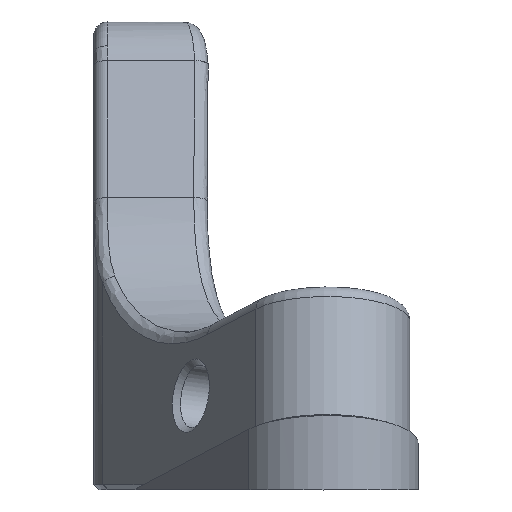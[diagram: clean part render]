
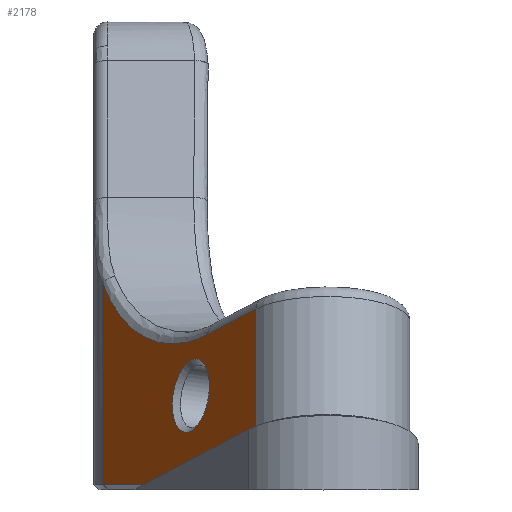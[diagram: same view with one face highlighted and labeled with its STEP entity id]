
A CAD part, left-side view. The second image highlights one B-rep face of the part: STEP entity #2178.
In plain terms, the highlighted planar face has unit normal (-0.474, 0.868, 0.149).
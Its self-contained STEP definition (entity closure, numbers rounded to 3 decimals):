
#35=ELLIPSE('',#2336,17.288,15.);
#44=FACE_BOUND('',#421,.T.);
#74=PLANE('',#2362);
#282=FACE_OUTER_BOUND('',#420,.T.);
#420=EDGE_LOOP('',(#1799,#1800,#1801,#1802,#1803,#1804,#1805));
#421=EDGE_LOOP('',(#1806));
#502=LINE('',#3528,#661);
#557=LINE('',#4209,#716);
#584=LINE('',#4637,#743);
#585=LINE('',#4640,#744);
#586=LINE('',#4641,#745);
#661=VECTOR('',#2489,10.);
#716=VECTOR('',#2634,10.);
#743=VECTOR('',#2761,10.);
#744=VECTOR('',#2766,10.);
#745=VECTOR('',#2767,10.);
#831=B_SPLINE_CURVE_WITH_KNOTS('',3,(#3582,#3583,#3584,#3585),
 .UNSPECIFIED.,.F.,.F.,(4,4),(1.05,1.072),
 .UNSPECIFIED.);
#865=B_SPLINE_CURVE_WITH_KNOTS('',3,(#4643,#4644,#4645,#4646,#4647,#4648,
#4649,#4650,#4651,#4652),.UNSPECIFIED.,.T.,.F.,(4,1,1,1,1,1,1,4),(-3.142,
-2.244,-1.346,-0.449,0.449,
1.346,2.244,3.142),.UNSPECIFIED.);
#936=VERTEX_POINT('',#3525);
#937=VERTEX_POINT('',#3527);
#940=VERTEX_POINT('',#3549);
#1005=VERTEX_POINT('',#4206);
#1006=VERTEX_POINT('',#4208);
#1027=VERTEX_POINT('',#4537);
#1045=VERTEX_POINT('',#4636);
#1046=VERTEX_POINT('',#4642);
#1152=EDGE_CURVE('',#936,#937,#502,.T.);
#1160=EDGE_CURVE('',#937,#940,#831,.T.);
#1257=EDGE_CURVE('',#1005,#1006,#557,.T.);
#1295=EDGE_CURVE('',#1027,#1005,#35,.T.);
#1326=EDGE_CURVE('',#1006,#1045,#584,.T.);
#1328=EDGE_CURVE('',#1045,#936,#585,.T.);
#1329=EDGE_CURVE('',#940,#1027,#586,.T.);
#1330=EDGE_CURVE('',#1046,#1046,#865,.T.);
#1799=ORIENTED_EDGE('',*,*,#1152,.F.);
#1800=ORIENTED_EDGE('',*,*,#1328,.F.);
#1801=ORIENTED_EDGE('',*,*,#1326,.F.);
#1802=ORIENTED_EDGE('',*,*,#1257,.F.);
#1803=ORIENTED_EDGE('',*,*,#1295,.F.);
#1804=ORIENTED_EDGE('',*,*,#1329,.F.);
#1805=ORIENTED_EDGE('',*,*,#1160,.F.);
#1806=ORIENTED_EDGE('',*,*,#1330,.F.);
#2178=ADVANCED_FACE('',(#282,#44),#74,.T.);
#2336=AXIS2_PLACEMENT_3D('',#4576,#2692,#2693);
#2362=AXIS2_PLACEMENT_3D('',#4639,#2764,#2765);
#2489=DIRECTION('',(0.877,0.48,0.));
#2634=DIRECTION('',(-0.828,-0.497,0.261));
#2692=DIRECTION('center_axis',(-0.474,0.868,0.149));
#2693=DIRECTION('ref_axis',(0.828,0.497,-0.261));
#2761=DIRECTION('',(-0.3,0.,-0.954));
#2764=DIRECTION('center_axis',(-0.474,0.868,0.149));
#2765=DIRECTION('ref_axis',(-0.828,-0.497,0.261));
#2766=DIRECTION('',(0.828,0.497,-0.261));
#2767=DIRECTION('',(0.3,0.,0.954));
#3525=CARTESIAN_POINT('',(-0.024,-0.714,0.396));
#3527=CARTESIAN_POINT('',(5.643,2.383,0.396));
#3528=CARTESIAN_POINT('',(11.057,5.342,0.396));
#3549=CARTESIAN_POINT('',(5.739,2.435,0.396));
#3582=CARTESIAN_POINT('Ctrl Pts',(5.643,2.383,0.396));
#3583=CARTESIAN_POINT('Ctrl Pts',(5.675,2.4,0.396));
#3584=CARTESIAN_POINT('Ctrl Pts',(5.707,2.418,0.396));
#3585=CARTESIAN_POINT('Ctrl Pts',(5.739,2.435,0.396));
#4206=CARTESIAN_POINT('',(-4.752,-5.178,11.32));
#4208=CARTESIAN_POINT('',(-10.609,-8.697,13.164));
#4209=CARTESIAN_POINT('',(-2.463,-3.803,10.599));
#4537=CARTESIAN_POINT('',(10.336,2.435,14.998));
#4576=CARTESIAN_POINT('Origin',(-0.247,-5.178,25.627));
#4636=CARTESIAN_POINT('',(-13.312,-8.697,4.58));
#4637=CARTESIAN_POINT('',(-11.811,-8.697,9.349));
#4639=CARTESIAN_POINT('Origin',(6.32,3.097,-1.602));
#4640=CARTESIAN_POINT('',(-13.312,-8.697,4.58));
#4641=CARTESIAN_POINT('',(8.553,2.435,9.332));
#4642=CARTESIAN_POINT('',(-6.172,-5.31,7.573));
#4643=CARTESIAN_POINT('Ctrl Pts',(-6.172,-5.31,7.573));
#4644=CARTESIAN_POINT('Ctrl Pts',(-5.929,-5.31,8.344));
#4645=CARTESIAN_POINT('Ctrl Pts',(-4.805,-4.924,9.674));
#4646=CARTESIAN_POINT('Ctrl Pts',(-2.454,-3.621,9.565));
#4647=CARTESIAN_POINT('Ctrl Pts',(-1.218,-2.576,7.419));
#4648=CARTESIAN_POINT('Ctrl Pts',(-2.021,-2.574,4.859));
#4649=CARTESIAN_POINT('Ctrl Pts',(-4.265,-3.621,3.815));
#4650=CARTESIAN_POINT('Ctrl Pts',(-6.256,-4.924,5.066));
#4651=CARTESIAN_POINT('Ctrl Pts',(-6.415,-5.31,6.802));
#4652=CARTESIAN_POINT('Ctrl Pts',(-6.172,-5.31,7.573));
